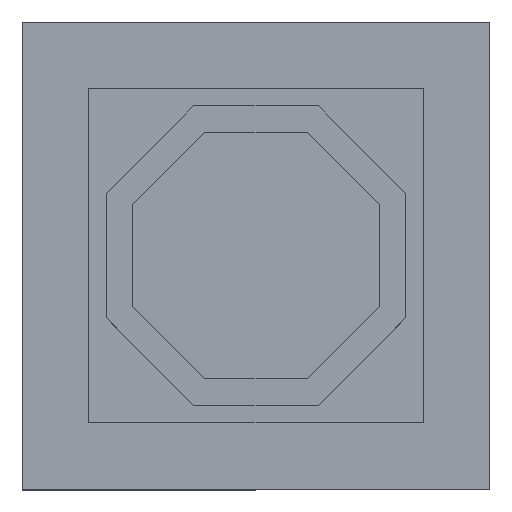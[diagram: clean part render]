
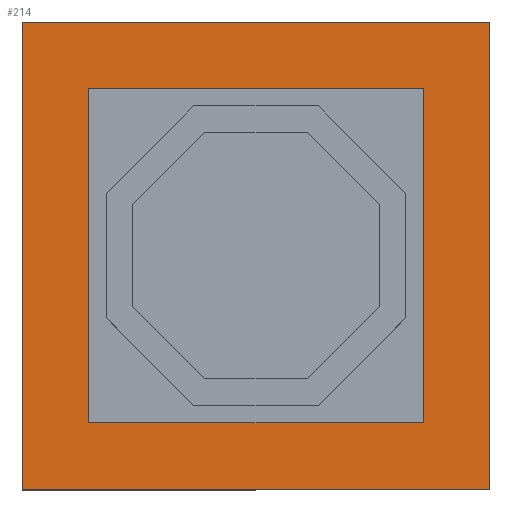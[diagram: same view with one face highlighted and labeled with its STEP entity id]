
A CAD part, top view. The second image highlights one B-rep face of the part: STEP entity #214.
In plain terms, the highlighted planar face has unit normal (0, 0, 1).
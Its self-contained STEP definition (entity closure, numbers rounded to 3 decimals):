
#4 = DIRECTION ( 'NONE',  ( 0., 1., 0. ) ) ;
#14 = VERTEX_POINT ( 'NONE', #375 ) ;
#22 = CARTESIAN_POINT ( 'NONE',  ( -1.75, 1.75, 1.56 ) ) ;
#26 = CARTESIAN_POINT ( 'NONE',  ( -1.75, 1.75, 1.56 ) ) ;
#68 = EDGE_CURVE ( 'NONE', #477, #679, #261, .T. ) ;
#98 = ORIENTED_EDGE ( 'NONE', *, *, #483, .T. ) ;
#111 = CARTESIAN_POINT ( 'NONE',  ( -1.25, -1.25, 1.56 ) ) ;
#134 = CARTESIAN_POINT ( 'NONE',  ( 1.75, 1.75, 1.56 ) ) ;
#145 = DIRECTION ( 'NONE',  ( 0., 0., -1. ) ) ;
#151 = PLANE ( 'NONE',  #661 ) ;
#173 = VECTOR ( 'NONE', #849, 1000. ) ;
#175 = CARTESIAN_POINT ( 'NONE',  ( 1.25, -1.25, 1.56 ) ) ;
#206 = VERTEX_POINT ( 'NONE', #639 ) ;
#214 = ADVANCED_FACE ( 'NONE', ( #753, #428 ), #151, .F. ) ;
#216 = DIRECTION ( 'NONE',  ( 0., -1., 0. ) ) ;
#224 = ORIENTED_EDGE ( 'NONE', *, *, #647, .T. ) ;
#232 = LINE ( 'NONE', #498, #549 ) ;
#236 = VERTEX_POINT ( 'NONE', #562 ) ;
#241 = LINE ( 'NONE', #724, #173 ) ;
#244 = DIRECTION ( 'NONE',  ( -1., 0., 0. ) ) ;
#247 = VECTOR ( 'NONE', #836, 1000. ) ;
#256 = LINE ( 'NONE', #710, #652 ) ;
#261 = LINE ( 'NONE', #111, #466 ) ;
#278 = EDGE_CURVE ( 'NONE', #679, #206, #654, .T. ) ;
#343 = EDGE_CURVE ( 'NONE', #206, #14, #256, .T. ) ;
#351 = LINE ( 'NONE', #26, #247 ) ;
#375 = CARTESIAN_POINT ( 'NONE',  ( -1.25, 1.25, 1.56 ) ) ;
#388 = DIRECTION ( 'NONE',  ( 1., 0., 0. ) ) ;
#407 = ORIENTED_EDGE ( 'NONE', *, *, #278, .F. ) ;
#414 = ORIENTED_EDGE ( 'NONE', *, *, #68, .F. ) ;
#428 = FACE_OUTER_BOUND ( 'NONE', #492, .T. ) ;
#466 = VECTOR ( 'NONE', #388, 1000. ) ;
#467 = CARTESIAN_POINT ( 'NONE',  ( -1.25, -1.25, 1.56 ) ) ;
#477 = VERTEX_POINT ( 'NONE', #467 ) ;
#483 = EDGE_CURVE ( 'NONE', #236, #863, #812, .T. ) ;
#484 = CARTESIAN_POINT ( 'NONE',  ( 1.75, 1.75, 1.56 ) ) ;
#486 = VECTOR ( 'NONE', #4, 1000. ) ;
#492 = EDGE_LOOP ( 'NONE', ( #844, #224, #98, #508 ) ) ;
#498 = CARTESIAN_POINT ( 'NONE',  ( 1.75, -1.75, 1.56 ) ) ;
#501 = VECTOR ( 'NONE', #793, 1000. ) ;
#508 = ORIENTED_EDGE ( 'NONE', *, *, #678, .T. ) ;
#524 = CARTESIAN_POINT ( 'NONE',  ( 1.25, -1.25, 1.56 ) ) ;
#549 = VECTOR ( 'NONE', #770, 1000. ) ;
#552 = LINE ( 'NONE', #692, #698 ) ;
#556 = CARTESIAN_POINT ( 'NONE',  ( 0., 0., 1.56 ) ) ;
#560 = CARTESIAN_POINT ( 'NONE',  ( -1.75, -1.75, 1.56 ) ) ;
#562 = CARTESIAN_POINT ( 'NONE',  ( 1.75, -1.75, 1.56 ) ) ;
#565 = ORIENTED_EDGE ( 'NONE', *, *, #343, .F. ) ;
#580 = VERTEX_POINT ( 'NONE', #22 ) ;
#597 = VERTEX_POINT ( 'NONE', #560 ) ;
#636 = EDGE_LOOP ( 'NONE', ( #875, #565, #407, #414 ) ) ;
#639 = CARTESIAN_POINT ( 'NONE',  ( 1.25, 1.25, 1.56 ) ) ;
#644 = EDGE_CURVE ( 'NONE', #580, #597, #351, .T. ) ;
#647 = EDGE_CURVE ( 'NONE', #597, #236, #232, .T. ) ;
#652 = VECTOR ( 'NONE', #244, 1000. ) ;
#654 = LINE ( 'NONE', #524, #501 ) ;
#661 = AXIS2_PLACEMENT_3D ( 'NONE', #556, #145, #757 ) ;
#678 = EDGE_CURVE ( 'NONE', #863, #580, #241, .T. ) ;
#679 = VERTEX_POINT ( 'NONE', #175 ) ;
#692 = CARTESIAN_POINT ( 'NONE',  ( -1.25, 1.25, 1.56 ) ) ;
#698 = VECTOR ( 'NONE', #216, 1000. ) ;
#710 = CARTESIAN_POINT ( 'NONE',  ( 1.25, 1.25, 1.56 ) ) ;
#724 = CARTESIAN_POINT ( 'NONE',  ( 1.75, 1.75, 1.56 ) ) ;
#753 = FACE_BOUND ( 'NONE', #636, .T. ) ;
#757 = DIRECTION ( 'NONE',  ( -1., 0., 0. ) ) ;
#770 = DIRECTION ( 'NONE',  ( 1., 0., 0. ) ) ;
#793 = DIRECTION ( 'NONE',  ( 0., 1., 0. ) ) ;
#812 = LINE ( 'NONE', #134, #486 ) ;
#836 = DIRECTION ( 'NONE',  ( 0., -1., 0. ) ) ;
#844 = ORIENTED_EDGE ( 'NONE', *, *, #644, .T. ) ;
#849 = DIRECTION ( 'NONE',  ( -1., 0., 0. ) ) ;
#863 = VERTEX_POINT ( 'NONE', #484 ) ;
#869 = EDGE_CURVE ( 'NONE', #14, #477, #552, .T. ) ;
#875 = ORIENTED_EDGE ( 'NONE', *, *, #869, .F. ) ;
